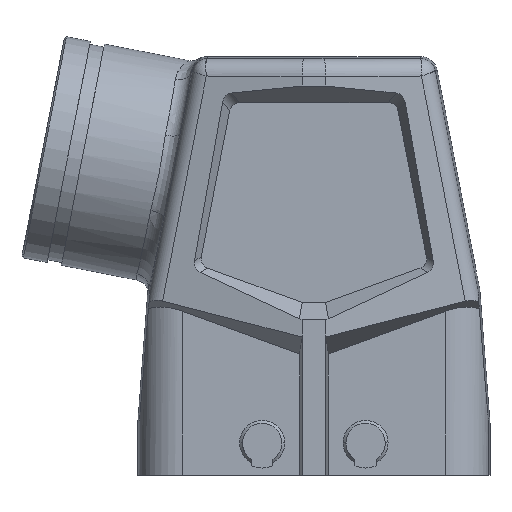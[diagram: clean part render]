
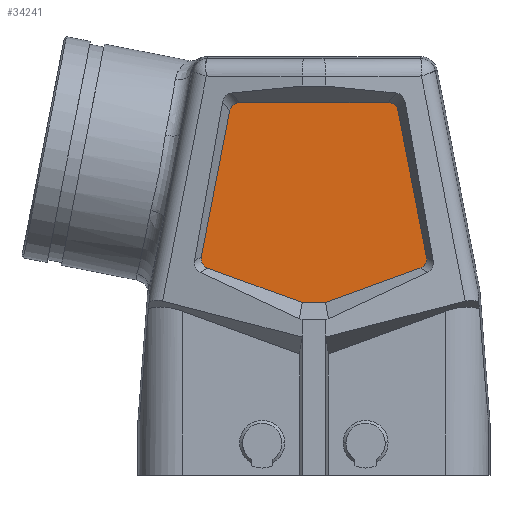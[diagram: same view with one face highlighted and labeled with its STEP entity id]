
A CAD part, left-side view. The second image highlights one B-rep face of the part: STEP entity #34241.
In plain terms, the highlighted planar face has unit normal (-1, 0, 0).
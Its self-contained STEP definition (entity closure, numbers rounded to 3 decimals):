
#1494=AXIS2_PLACEMENT_3D('Plane Axis2P3D',#1491,#1492,#1493) ;
#1491=CARTESIAN_POINT('Axis2P3D Location',(6.,83.243,-15.031)) ;
#4321=CARTESIAN_POINT('Vertex',(6.,17.636,64.5)) ;
#4325=CARTESIAN_POINT('Control Point',(6.,17.636,64.5)) ;
#4326=CARTESIAN_POINT('Control Point',(6.,17.01,64.5)) ;
#4327=CARTESIAN_POINT('Control Point',(6.,16.424,64.241)) ;
#4328=CARTESIAN_POINT('Control Point',(6.,16.055,63.712)) ;
#4329=CARTESIAN_POINT('Control Point',(6.,15.935,63.098)) ;
#4330=CARTESIAN_POINT('Vertex',(6.,15.935,63.098)) ;
#4351=CARTESIAN_POINT('Control Point',(6.,12.128,35.855)) ;
#4352=CARTESIAN_POINT('Control Point',(6.,11.71,36.007)) ;
#4353=CARTESIAN_POINT('Control Point',(6.,11.357,36.266)) ;
#4354=CARTESIAN_POINT('Control Point',(6.,11.111,36.605)) ;
#4355=CARTESIAN_POINT('Control Point',(6.,10.984,37.016)) ;
#4356=CARTESIAN_POINT('Control Point',(6.,10.984,37.444)) ;
#4357=CARTESIAN_POINT('Vertex',(6.,12.128,35.855)) ;
#4359=CARTESIAN_POINT('Vertex',(6.,10.984,37.444)) ;
#4371=CARTESIAN_POINT('Vertex',(6.,11.02,37.813)) ;
#4375=CARTESIAN_POINT('Control Point',(6.,10.984,37.444)) ;
#4376=CARTESIAN_POINT('Control Point',(6.,10.984,37.564)) ;
#4377=CARTESIAN_POINT('Control Point',(6.,10.996,37.69)) ;
#4378=CARTESIAN_POINT('Control Point',(6.,11.02,37.813)) ;
#5274=CARTESIAN_POINT('Vertex',(6.,45.065,63.098)) ;
#5280=CARTESIAN_POINT('Control Point',(6.,45.065,63.098)) ;
#5281=CARTESIAN_POINT('Control Point',(6.,44.945,63.712)) ;
#5282=CARTESIAN_POINT('Control Point',(6.,44.579,64.239)) ;
#5283=CARTESIAN_POINT('Control Point',(6.,43.99,64.5)) ;
#5284=CARTESIAN_POINT('Control Point',(6.,43.364,64.5)) ;
#5285=CARTESIAN_POINT('Vertex',(6.,43.364,64.5)) ;
#31873=CARTESIAN_POINT('Vertex',(6.,49.98,37.813)) ;
#31876=CARTESIAN_POINT('Line Origine',(6.,47.522,50.456)) ;
#31914=CARTESIAN_POINT('Vertex',(6.,48.872,35.855)) ;
#31918=CARTESIAN_POINT('Control Point',(6.,50.016,37.444)) ;
#31919=CARTESIAN_POINT('Control Point',(6.,50.016,36.908)) ;
#31920=CARTESIAN_POINT('Control Point',(6.,49.806,36.409)) ;
#31921=CARTESIAN_POINT('Control Point',(6.,49.395,36.045)) ;
#31922=CARTESIAN_POINT('Control Point',(6.,48.872,35.855)) ;
#31923=CARTESIAN_POINT('Vertex',(6.,50.016,37.444)) ;
#31927=CARTESIAN_POINT('Control Point',(6.,49.98,37.813)) ;
#31928=CARTESIAN_POINT('Control Point',(6.,50.004,37.69)) ;
#31929=CARTESIAN_POINT('Control Point',(6.,50.016,37.564)) ;
#31930=CARTESIAN_POINT('Control Point',(6.,50.016,37.444)) ;
#31963=CARTESIAN_POINT('Vertex',(6.,32.519,29.902)) ;
#31966=CARTESIAN_POINT('Line Origine',(6.,40.695,32.878)) ;
#34205=CARTESIAN_POINT('Line Origine',(6.,13.478,50.456)) ;
#34210=CARTESIAN_POINT('Line Origine',(6.,30.5,64.5)) ;
#34215=CARTESIAN_POINT('Line Origine',(6.,30.5,29.902)) ;
#34219=CARTESIAN_POINT('Vertex',(6.,28.481,29.902)) ;
#34222=CARTESIAN_POINT('Line Origine',(6.,20.305,32.878)) ;
#1492=DIRECTION('Axis2P3D Direction',(1.,0.,0.)) ;
#1493=DIRECTION('Axis2P3D XDirection',(0.,-1.,0.)) ;
#31877=DIRECTION('Vector Direction',(0.,-0.191,0.982)) ;
#31967=DIRECTION('Vector Direction',(0.,0.94,0.342)) ;
#34206=DIRECTION('Vector Direction',(0.,-0.191,-0.982)) ;
#34211=DIRECTION('Vector Direction',(0.,-1.,0.)) ;
#34216=DIRECTION('Vector Direction',(0.,1.,0.)) ;
#34223=DIRECTION('Vector Direction',(0.,0.94,-0.342)) ;
#31878=VECTOR('Line Direction',#31877,1.) ;
#31968=VECTOR('Line Direction',#31967,1.) ;
#34207=VECTOR('Line Direction',#34206,1.) ;
#34212=VECTOR('Line Direction',#34211,1.) ;
#34217=VECTOR('Line Direction',#34216,1.) ;
#34224=VECTOR('Line Direction',#34223,1.) ;
#34228=ORIENTED_EDGE('',*,*,#4361,.T.) ;
#34229=ORIENTED_EDGE('',*,*,#4379,.T.) ;
#34230=ORIENTED_EDGE('',*,*,#34209,.F.) ;
#34231=ORIENTED_EDGE('',*,*,#4332,.F.) ;
#34232=ORIENTED_EDGE('',*,*,#34214,.F.) ;
#34233=ORIENTED_EDGE('',*,*,#5287,.F.) ;
#34234=ORIENTED_EDGE('',*,*,#31880,.F.) ;
#34235=ORIENTED_EDGE('',*,*,#31931,.T.) ;
#34236=ORIENTED_EDGE('',*,*,#31925,.T.) ;
#34237=ORIENTED_EDGE('',*,*,#31970,.F.) ;
#34238=ORIENTED_EDGE('',*,*,#34221,.F.) ;
#34239=ORIENTED_EDGE('',*,*,#34226,.F.) ;
#34241=ADVANCED_FACE('Hauptk\X2\00F6\X0\rper',(#34240),#1495,.F.) ;
#4324=B_SPLINE_CURVE_WITH_KNOTS('',4,(#4325,#4326,#4327,#4328,#4329),.UNSPECIFIED.,.F.,.U.,(5,5),(0.,3.538),.UNSPECIFIED.) ;
#4350=B_SPLINE_CURVE_WITH_KNOTS('',5,(#4351,#4352,#4353,#4354,#4355,#4356),.UNSPECIFIED.,.F.,.U.,(6,6),(0.,2.976),.UNSPECIFIED.) ;
#4374=B_SPLINE_CURVE_WITH_KNOTS('',3,(#4375,#4376,#4377,#4378),.UNSPECIFIED.,.F.,.U.,(4,4),(0.,0.503),.UNSPECIFIED.) ;
#5279=B_SPLINE_CURVE_WITH_KNOTS('',4,(#5280,#5281,#5282,#5283,#5284),.UNSPECIFIED.,.F.,.U.,(5,5),(0.,3.538),.UNSPECIFIED.) ;
#31917=B_SPLINE_CURVE_WITH_KNOTS('',4,(#31918,#31919,#31920,#31921,#31922),.UNSPECIFIED.,.F.,.U.,(5,5),(0.,2.981),.UNSPECIFIED.) ;
#31926=B_SPLINE_CURVE_WITH_KNOTS('',3,(#31927,#31928,#31929,#31930),.UNSPECIFIED.,.F.,.U.,(4,4),(0.,0.503),.UNSPECIFIED.) ;
#4332=EDGE_CURVE('',#4322,#4331,#4324,.T.) ;
#4361=EDGE_CURVE('',#4358,#4360,#4350,.T.) ;
#4379=EDGE_CURVE('',#4360,#4372,#4374,.T.) ;
#5287=EDGE_CURVE('',#5275,#5286,#5279,.T.) ;
#31880=EDGE_CURVE('',#31874,#5275,#31879,.T.) ;
#31925=EDGE_CURVE('',#31924,#31915,#31917,.T.) ;
#31931=EDGE_CURVE('',#31874,#31924,#31926,.T.) ;
#31970=EDGE_CURVE('',#31964,#31915,#31969,.T.) ;
#34209=EDGE_CURVE('',#4331,#4372,#34208,.T.) ;
#34214=EDGE_CURVE('',#5286,#4322,#34213,.T.) ;
#34221=EDGE_CURVE('',#34220,#31964,#34218,.T.) ;
#34226=EDGE_CURVE('',#4358,#34220,#34225,.T.) ;
#34227=EDGE_LOOP('',(#34228,#34229,#34230,#34231,#34232,#34233,#34234,#34235,#34236,#34237,#34238,#34239)) ;
#34240=FACE_OUTER_BOUND('',#34227,.T.) ;
#31879=LINE('Line',#31876,#31878) ;
#31969=LINE('Line',#31966,#31968) ;
#34208=LINE('Line',#34205,#34207) ;
#34213=LINE('Line',#34210,#34212) ;
#34218=LINE('Line',#34215,#34217) ;
#34225=LINE('Line',#34222,#34224) ;
#1495=PLANE('',#1494) ;
#4322=VERTEX_POINT('',#4321) ;
#4331=VERTEX_POINT('',#4330) ;
#4358=VERTEX_POINT('',#4357) ;
#4360=VERTEX_POINT('',#4359) ;
#4372=VERTEX_POINT('',#4371) ;
#5275=VERTEX_POINT('',#5274) ;
#5286=VERTEX_POINT('',#5285) ;
#31874=VERTEX_POINT('',#31873) ;
#31915=VERTEX_POINT('',#31914) ;
#31924=VERTEX_POINT('',#31923) ;
#31964=VERTEX_POINT('',#31963) ;
#34220=VERTEX_POINT('',#34219) ;
